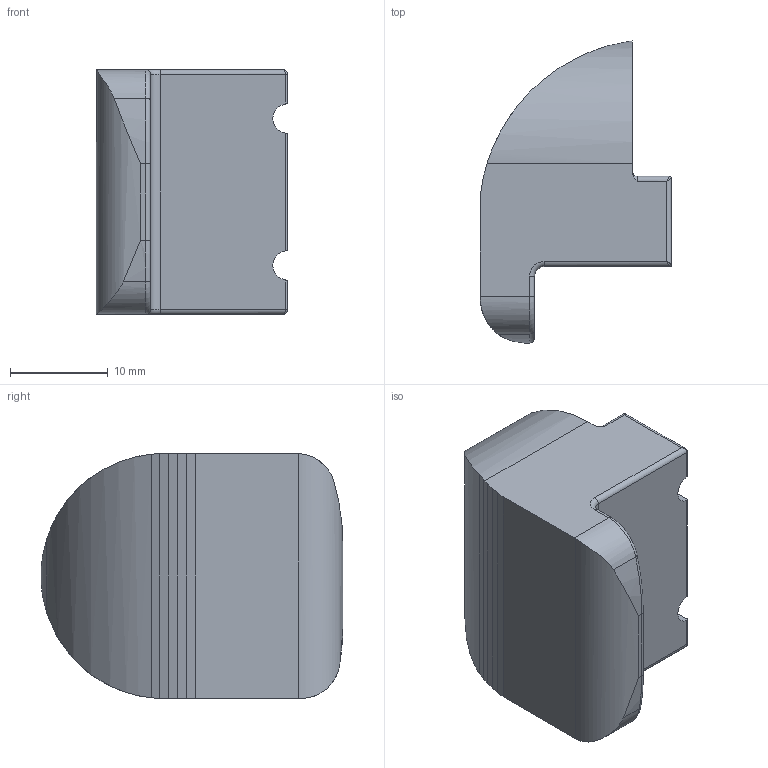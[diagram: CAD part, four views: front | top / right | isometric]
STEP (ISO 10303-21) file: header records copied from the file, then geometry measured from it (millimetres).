
FILE_DESCRIPTION(/* description */ ('MORSETTO FEMMINA PLX/VTM # 5/8 R.7039'),/* implementation_level */ '2;1');
FILE_NAME(/* name */ 'DMSXX0000053-XF43001G.stp',/* time_stamp */ '2019-07-29T10:50:27+02:00',/* author */ ('fzagni'),/* organization */ (''),/* preprocessor_version */ 'ST-DEVELOPER v17.2',/* originating_system */ 'Autodesk Inventor 2019',/* authorisation */ '');
FILE_SCHEMA (('AUTOMOTIVE_DESIGN { 1 0 10303 214 3 1 1 }'));
Length unit declared in the file: millimetre
Products named in the file (1): XF43001G
Bounding box: 19.52 x 30.85 x 25 mm (x, y, z)
Volume: 8525.8 mm3; surface area: 2954.3 mm2
Topology: 1 solids, 1 shells, 58 faces, 148 edges, 88 vertices
Faces by surface type: cylinder 29, plane 16, torus 8, bspline 4, cone 1
Full cylindrical faces by diameter (mm): 3.242 x1
Entity records: 1950 total; most frequent: CARTESIAN_POINT 540, DIRECTION 291, ORIENTED_EDGE 286, EDGE_CURVE 143, AXIS2_PLACEMENT_3D 111, VERTEX_POINT 88, LINE 69, VECTOR 69
